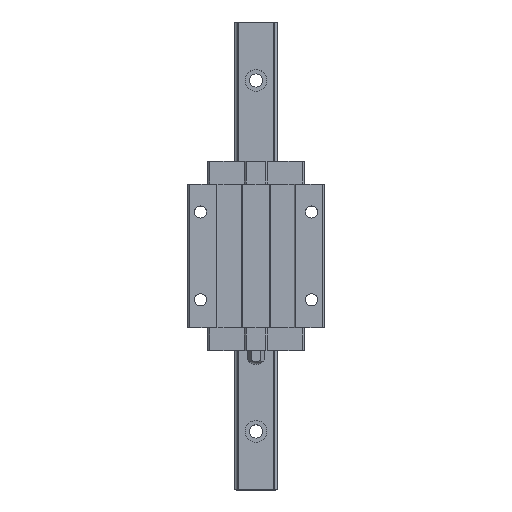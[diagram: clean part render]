
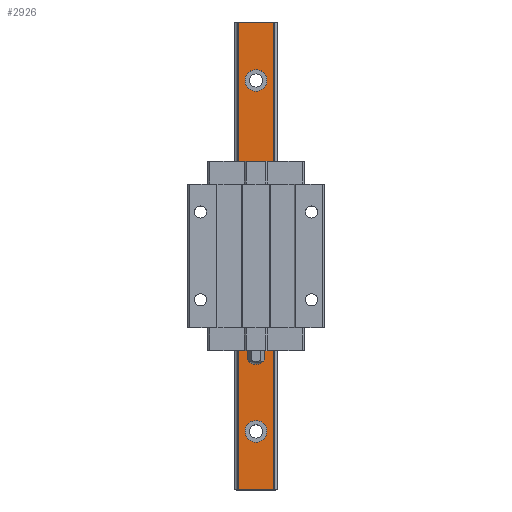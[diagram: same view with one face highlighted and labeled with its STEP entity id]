
A CAD part, top view. The second image highlights one B-rep face of the part: STEP entity #2926.
In plain terms, the highlighted planar face has unit normal (0, 0, 1).
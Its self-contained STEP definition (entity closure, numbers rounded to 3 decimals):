
#95=LINE('',#5214,#371);
#96=LINE('',#5218,#372);
#97=LINE('',#5220,#373);
#98=LINE('',#5222,#374);
#371=VECTOR('',#4318,1000.);
#372=VECTOR('',#4323,1000.);
#373=VECTOR('',#4324,1000.);
#374=VECTOR('',#4325,1000.);
#624=PLANE('',#3921);
#797=ORIENTED_EDGE('',*,*,#1571,.T.);
#798=ORIENTED_EDGE('',*,*,#1575,.T.);
#799=ORIENTED_EDGE('',*,*,#1629,.T.);
#800=ORIENTED_EDGE('',*,*,#1630,.F.);
#801=ORIENTED_EDGE('',*,*,#1628,.F.);
#802=ORIENTED_EDGE('',*,*,#1631,.T.);
#803=ORIENTED_EDGE('',*,*,#1632,.T.);
#1571=EDGE_CURVE('',#1998,#1998,#2295,.T.);
#1575=EDGE_CURVE('',#2002,#2002,#2299,.T.);
#1628=EDGE_CURVE('',#2039,#2038,#95,.T.);
#1629=EDGE_CURVE('',#2040,#2040,#2319,.T.);
#1630=EDGE_CURVE('',#2038,#2041,#96,.T.);
#1631=EDGE_CURVE('',#2039,#2042,#97,.T.);
#1632=EDGE_CURVE('',#2042,#2041,#98,.T.);
#1998=VERTEX_POINT('',#5096);
#2002=VERTEX_POINT('',#5107);
#2038=VERTEX_POINT('',#5211);
#2039=VERTEX_POINT('',#5213);
#2040=VERTEX_POINT('',#5217);
#2041=VERTEX_POINT('',#5219);
#2042=VERTEX_POINT('',#5221);
#2295=CIRCLE('',#3877,3.75);
#2299=CIRCLE('',#3884,3.75);
#2319=CIRCLE('',#3922,3.75);
#2451=EDGE_LOOP('',(#797));
#2452=EDGE_LOOP('',(#798));
#2453=EDGE_LOOP('',(#799));
#2454=EDGE_LOOP('',(#800,#801,#802,#803));
#2661=FACE_BOUND('',#2451,.T.);
#2662=FACE_BOUND('',#2452,.T.);
#2663=FACE_BOUND('',#2453,.T.);
#2664=FACE_BOUND('',#2454,.T.);
#2926=ADVANCED_FACE('',(#2661,#2662,#2663,#2664),#624,.T.);
#3877=AXIS2_PLACEMENT_3D('',#5095,#4197,#4198);
#3884=AXIS2_PLACEMENT_3D('',#5106,#4211,#4212);
#3921=AXIS2_PLACEMENT_3D('',#5215,#4319,#4320);
#3922=AXIS2_PLACEMENT_3D('',#5216,#4321,#4322);
#4197=DIRECTION('',(0.,0.,-1.));
#4198=DIRECTION('',(0.,-1.,0.));
#4211=DIRECTION('',(0.,0.,-1.));
#4212=DIRECTION('',(0.,-1.,0.));
#4318=DIRECTION('',(0.,1.,0.));
#4319=DIRECTION('',(0.,0.,1.));
#4320=DIRECTION('',(1.,0.,0.));
#4321=DIRECTION('',(0.,0.,-1.));
#4322=DIRECTION('',(0.,-1.,0.));
#4323=DIRECTION('',(1.,0.,0.));
#4324=DIRECTION('',(1.,0.,0.));
#4325=DIRECTION('',(0.,1.,0.));
#5095=CARTESIAN_POINT('',(0.,-60.,13.));
#5096=CARTESIAN_POINT('',(0.,-63.75,13.));
#5106=CARTESIAN_POINT('',(0.,0.,13.));
#5107=CARTESIAN_POINT('',(0.,-3.75,13.));
#5211=CARTESIAN_POINT('',(-6.004,80.,13.));
#5213=CARTESIAN_POINT('',(-6.004,-80.,13.));
#5214=CARTESIAN_POINT('',(-6.004,-80.,13.));
#5215=CARTESIAN_POINT('',(-6.004,-80.,13.));
#5216=CARTESIAN_POINT('',(0.,60.,13.));
#5217=CARTESIAN_POINT('',(0.,56.25,13.));
#5218=CARTESIAN_POINT('',(-6.004,80.,13.));
#5219=CARTESIAN_POINT('',(6.004,80.,13.));
#5220=CARTESIAN_POINT('',(-6.004,-80.,13.));
#5221=CARTESIAN_POINT('',(6.004,-80.,13.));
#5222=CARTESIAN_POINT('',(6.004,-80.,13.));
